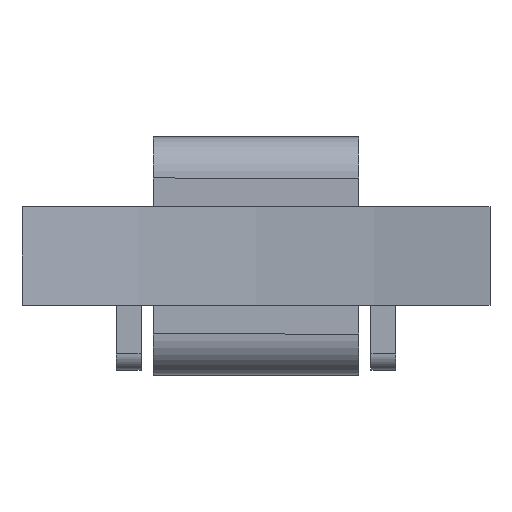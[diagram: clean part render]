
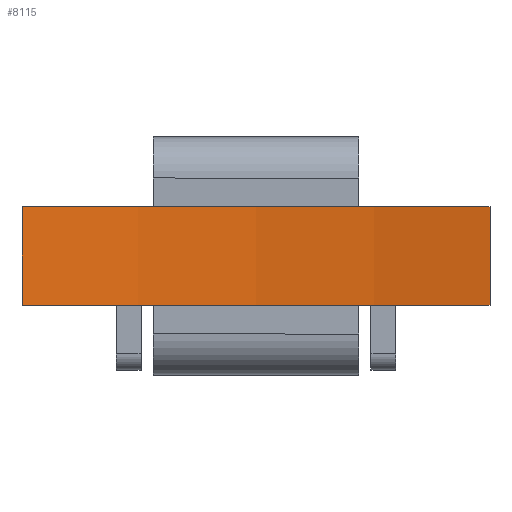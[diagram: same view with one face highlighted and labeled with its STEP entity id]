
A CAD part, front view. The second image highlights one B-rep face of the part: STEP entity #8115.
In plain terms, the highlighted cylindrical face has radius 140 mm (diameter 280 mm), a partial arc.
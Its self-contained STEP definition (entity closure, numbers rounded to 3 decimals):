
#1122=FACE_OUTER_BOUND('',#1596,.T.);
#1596=EDGE_LOOP('',(#6420,#6421,#6422,#6423));
#2044=CIRCLE('',#8805,140.);
#2045=CIRCLE('',#8806,140.);
#2404=LINE('',#22970,#2807);
#2413=LINE('',#23023,#2816);
#2807=VECTOR('',#9839,10.);
#2816=VECTOR('',#9888,10.);
#3537=VERTEX_POINT('',#22967);
#3538=VERTEX_POINT('',#22969);
#3549=VERTEX_POINT('',#23020);
#3550=VERTEX_POINT('',#23022);
#4551=EDGE_CURVE('',#3537,#3538,#2404,.T.);
#4571=EDGE_CURVE('',#3550,#3549,#2413,.T.);
#4573=EDGE_CURVE('',#3550,#3537,#2044,.T.);
#4574=EDGE_CURVE('',#3538,#3549,#2045,.T.);
#6420=ORIENTED_EDGE('',*,*,#4573,.F.);
#6421=ORIENTED_EDGE('',*,*,#4571,.T.);
#6422=ORIENTED_EDGE('',*,*,#4574,.F.);
#6423=ORIENTED_EDGE('',*,*,#4551,.F.);
#7776=CYLINDRICAL_SURFACE('',#8804,140.);
#8115=ADVANCED_FACE('',(#1122),#7776,.F.);
#8804=AXIS2_PLACEMENT_3D('',#23025,#9890,#9891);
#8805=AXIS2_PLACEMENT_3D('',#23026,#9892,#9893);
#8806=AXIS2_PLACEMENT_3D('',#23027,#9894,#9895);
#9839=DIRECTION('',(0.,0.,1.));
#9888=DIRECTION('',(0.,0.,1.));
#9890=DIRECTION('center_axis',(0.,0.,1.));
#9891=DIRECTION('ref_axis',(0.204,0.979,0.));
#9892=DIRECTION('center_axis',(0.,0.,1.));
#9893=DIRECTION('ref_axis',(0.204,0.979,0.));
#9894=DIRECTION('center_axis',(0.,0.,-1.));
#9895=DIRECTION('ref_axis',(0.204,0.979,0.));
#22967=CARTESIAN_POINT('',(-28.5,-2.932,0.));
#22969=CARTESIAN_POINT('',(-28.5,-2.932,12.));
#22970=CARTESIAN_POINT('',(-28.5,-2.932,0.));
#23020=CARTESIAN_POINT('',(28.5,-2.932,12.));
#23022=CARTESIAN_POINT('',(28.5,-2.932,0.));
#23023=CARTESIAN_POINT('',(28.5,-2.932,0.));
#23025=CARTESIAN_POINT('Origin',(0.,-140.,0.));
#23026=CARTESIAN_POINT('Origin',(0.,-140.,0.));
#23027=CARTESIAN_POINT('Origin',(0.,-140.,12.));
